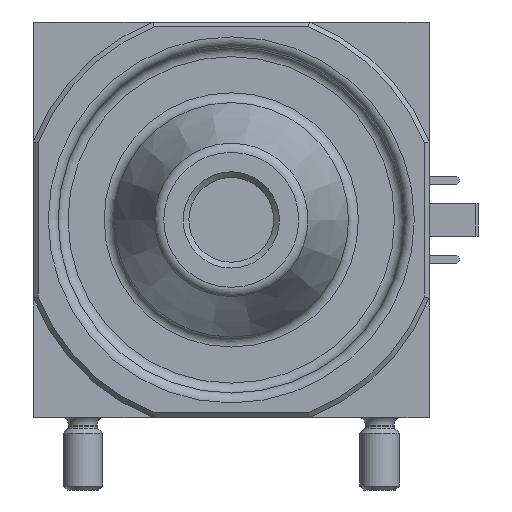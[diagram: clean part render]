
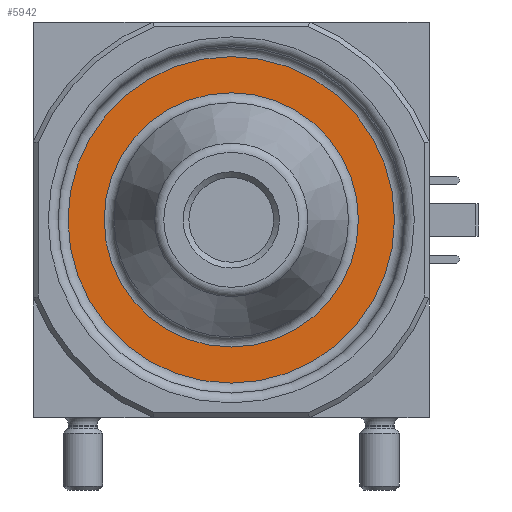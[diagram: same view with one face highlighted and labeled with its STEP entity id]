
A CAD part, front view. The second image highlights one B-rep face of the part: STEP entity #5942.
In plain terms, the highlighted planar face has unit normal (0, -1, 0).
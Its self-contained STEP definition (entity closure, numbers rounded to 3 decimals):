
#114=PLANE('',#6303);
#301=CIRCLE('',#6304,16.5);
#302=CIRCLE('',#6305,12.85);
#776=ORIENTED_EDGE('',*,*,#1876,.T.);
#777=ORIENTED_EDGE('',*,*,#1877,.F.);
#1876=EDGE_CURVE('',#2416,#2416,#301,.T.);
#1877=EDGE_CURVE('',#2417,#2417,#302,.T.);
#2416=VERTEX_POINT('',#8511);
#2417=VERTEX_POINT('',#8513);
#3350=EDGE_LOOP('',(#776));
#3351=EDGE_LOOP('',(#777));
#3709=FACE_BOUND('',#3350,.T.);
#3710=FACE_BOUND('',#3351,.T.);
#5942=ADVANCED_FACE('',(#3709,#3710),#114,.T.);
#6303=AXIS2_PLACEMENT_3D('',#8509,#7039,#7040);
#6304=AXIS2_PLACEMENT_3D('',#8510,#7041,#7042);
#6305=AXIS2_PLACEMENT_3D('',#8512,#7043,#7044);
#7039=DIRECTION('',(0.,-1.,0.));
#7040=DIRECTION('',(0.,0.,-1.));
#7041=DIRECTION('',(0.,-1.,0.));
#7042=DIRECTION('',(0.,0.,-1.));
#7043=DIRECTION('',(0.,-1.,0.));
#7044=DIRECTION('',(0.,0.,-1.));
#8509=CARTESIAN_POINT('',(0.,-10.5,0.));
#8510=CARTESIAN_POINT('',(0.,-10.5,0.));
#8511=CARTESIAN_POINT('',(0.,-10.5,-16.5));
#8512=CARTESIAN_POINT('',(0.,-10.5,0.));
#8513=CARTESIAN_POINT('',(0.,-10.5,-12.85));
